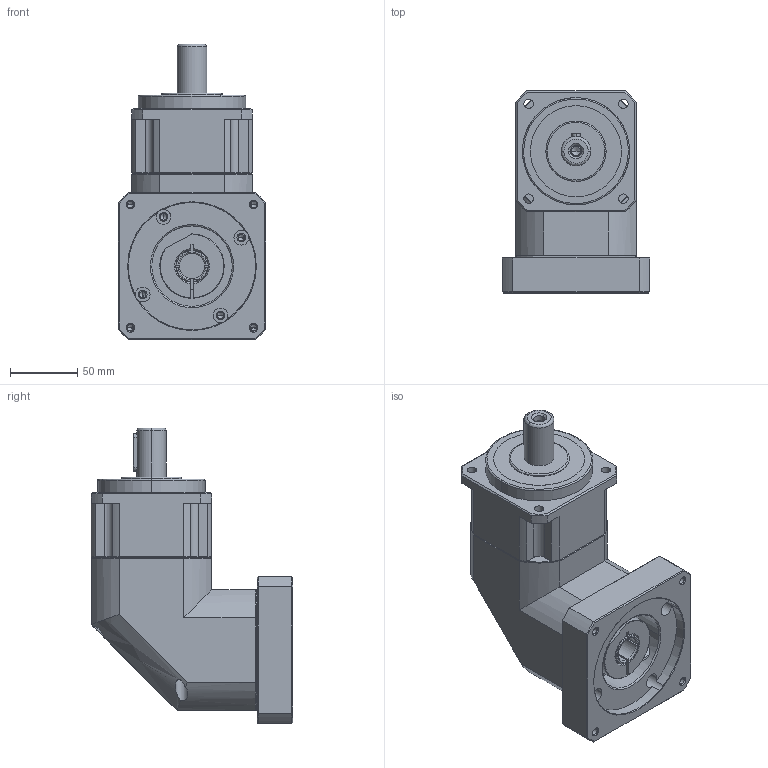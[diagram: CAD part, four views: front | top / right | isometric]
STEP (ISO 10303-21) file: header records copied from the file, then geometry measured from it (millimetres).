
FILE_DESCRIPTION (( 'STEP AP214' ), '1' );
FILE_NAME ('SBL090-L1-19-95-130M8.STEP', '2021-12-25T07:16:41', ( 'admin' ), ( '' ), 'SwSTEP 2.0', 'SolidWorks 2013', '' );
FILE_SCHEMA (( 'AUTOMOTIVE_DESIGN' ));
Length unit declared in the file: millimetre
Products named in the file (5): SBL090_X2_6CD55170_X0_95-130M8; SB090_X2_8F9351FA7AEF_X0_; SBL090_X2_8F9351658F7495017D2773AF_X0_-19; SBL090-19; SBL090-L1-19-95-130M8
Assembly tree (4 placements, depth 2):
  SBL090-L1-19-95-130M8
    SBL090-19
    SBL090_X2_8F9351658F7495017D2773AF_X0_-19
    SB090_X2_8F9351FA7AEF_X0_
    SBL090_X2_6CD55170_X0_95-130M8
Bounding box: 110 x 150.5 x 220.6 mm (x, y, z)
Volume: 1597107.3 mm3; surface area: 181790.8 mm2
Topology: 7 solids, 7 shells, 408 faces, 1033 edges, 641 vertices
Faces by surface type: cylinder 160, plane 148, cone 86, bspline 14
Entity records: 17729 total; most frequent: CARTESIAN_POINT 3279, DIRECTION 2067, ORIENTED_EDGE 2026, EDGE_CURVE 1013, AXIS2_PLACEMENT_3D 805, VERTEX_POINT 641, EDGE_LOOP 468, VECTOR 457
